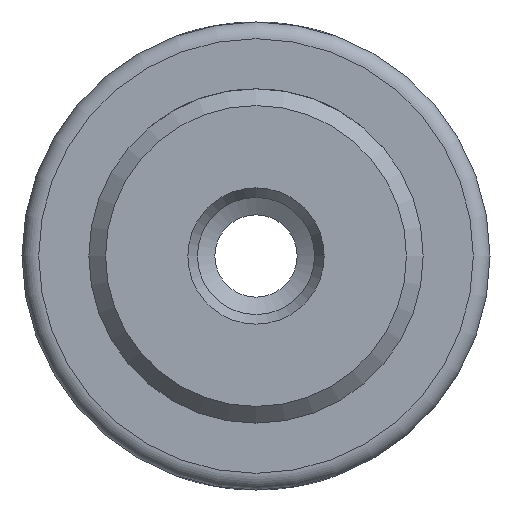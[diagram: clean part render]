
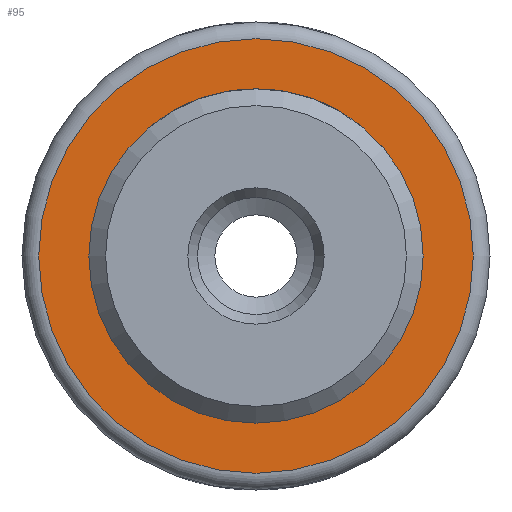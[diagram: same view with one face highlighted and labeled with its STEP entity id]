
A CAD part, left-side view. The second image highlights one B-rep face of the part: STEP entity #95.
In plain terms, the highlighted planar face has unit normal (-1, 0, 0).
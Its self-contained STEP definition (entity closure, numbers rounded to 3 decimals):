
#95 = ADVANCED_FACE( '', ( #212, #213 ), #214, .T. );
#212 = FACE_OUTER_BOUND( '', #399, .T. );
#213 = FACE_BOUND( '', #400, .T. );
#214 = PLANE( '', #401 );
#399 = EDGE_LOOP( '', ( #556 ) );
#400 = EDGE_LOOP( '', ( #557 ) );
#401 = AXIS2_PLACEMENT_3D( '', #558, #559, #560 );
#556 = ORIENTED_EDGE( '', *, *, #638, .T. );
#557 = ORIENTED_EDGE( '', *, *, #591, .F. );
#558 = CARTESIAN_POINT( '', ( 0., 9.5, 0. ) );
#559 = DIRECTION( '', ( -1., 0., 0. ) );
#560 = DIRECTION( '', ( 0., 0., 1. ) );
#591 = EDGE_CURVE( '', #654, #654, #655, .T. );
#638 = EDGE_CURVE( '', #725, #725, #726, .T. );
#654 = VERTEX_POINT( '', #747 );
#655 = CIRCLE( '', #748, 9.5 );
#725 = VERTEX_POINT( '', #1109 );
#726 = CIRCLE( '', #1110, 13. );
#747 = CARTESIAN_POINT( '', ( 0., 0., 9.5 ) );
#748 = AXIS2_PLACEMENT_3D( '', #1121, #1122, #1123 );
#1109 = CARTESIAN_POINT( '', ( 0., 0., 13. ) );
#1110 = AXIS2_PLACEMENT_3D( '', #1181, #1182, #1183 );
#1121 = CARTESIAN_POINT( '', ( 0., 0., 0. ) );
#1122 = DIRECTION( '', ( -1., 0., 0. ) );
#1123 = DIRECTION( '', ( 0., 0., 1. ) );
#1181 = CARTESIAN_POINT( '', ( 0., 0., 0. ) );
#1182 = DIRECTION( '', ( -1., 0., 0. ) );
#1183 = DIRECTION( '', ( 0., 0., 1. ) );
